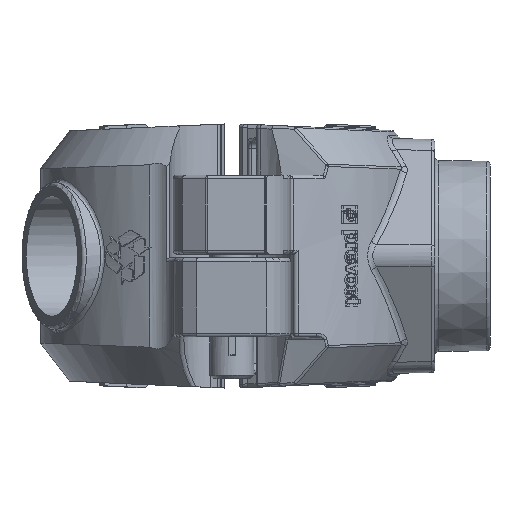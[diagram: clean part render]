
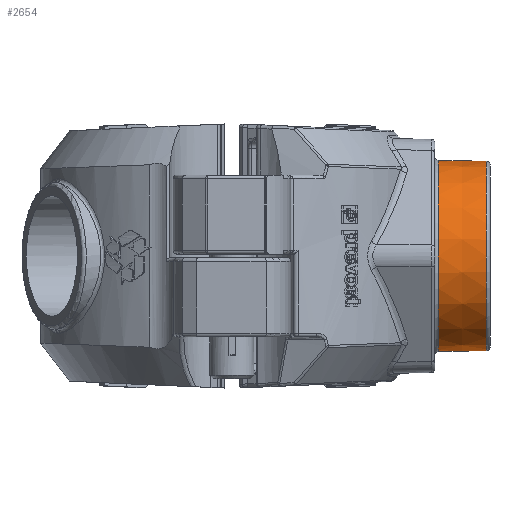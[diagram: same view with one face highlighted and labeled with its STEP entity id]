
A CAD part, front view. The second image highlights one B-rep face of the part: STEP entity #2654.
In plain terms, the highlighted conical face has half-angle 1 degrees and reference radius 13 mm.
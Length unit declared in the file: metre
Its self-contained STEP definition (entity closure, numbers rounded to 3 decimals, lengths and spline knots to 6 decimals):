
#2654=ADVANCED_FACE('',(#5683,#5684),#5685,.T.);
#5683=FACE_BOUND('',#32533,.T.);
#5684=FACE_OUTER_BOUND('',#32534,.T.);
#5685=CONICAL_SURFACE('',#32535,0.013,0.017);
#32533=EDGE_LOOP('',(#46038));
#32534=EDGE_LOOP('',(#46039));
#32535=AXIS2_PLACEMENT_3D('',#46040,#46041,#46042);
#46038=ORIENTED_EDGE('',*,*,#52143,.T.);
#46039=ORIENTED_EDGE('',*,*,#52103,.T.);
#46040=CARTESIAN_POINT('',(0.108856,-0.093415,-0.036501));
#46041=DIRECTION('',(-1.0,0.,0.));
#46042=DIRECTION('',(0.,-1.0,0.));
#52103=EDGE_CURVE('',#57603,#57603,#57604,.T.);
#52143=EDGE_CURVE('',#57656,#57656,#57657,.F.);
#57603=VERTEX_POINT('',#73034);
#57604=CIRCLE('',#73035,0.012991);
#57656=VERTEX_POINT('',#73098);
#57657=CIRCLE('',#73099,0.012878);
#73034=CARTESIAN_POINT('',(0.109347,-0.093415,-0.049492));
#73035=AXIS2_PLACEMENT_3D('',#77638,#77639,#77640);
#73098=CARTESIAN_POINT('',(0.115865,-0.093415,-0.049378));
#73099=AXIS2_PLACEMENT_3D('',#77697,#77698,#77699);
#77638=CARTESIAN_POINT('',(0.109347,-0.093415,-0.036501));
#77639=DIRECTION('',(1.0,0.,0.));
#77640=DIRECTION('',(0.,0.,-1.0));
#77697=CARTESIAN_POINT('',(0.115865,-0.093415,-0.036501));
#77698=DIRECTION('',(1.0,0.,0.));
#77699=DIRECTION('',(0.,0.,-1.0));
